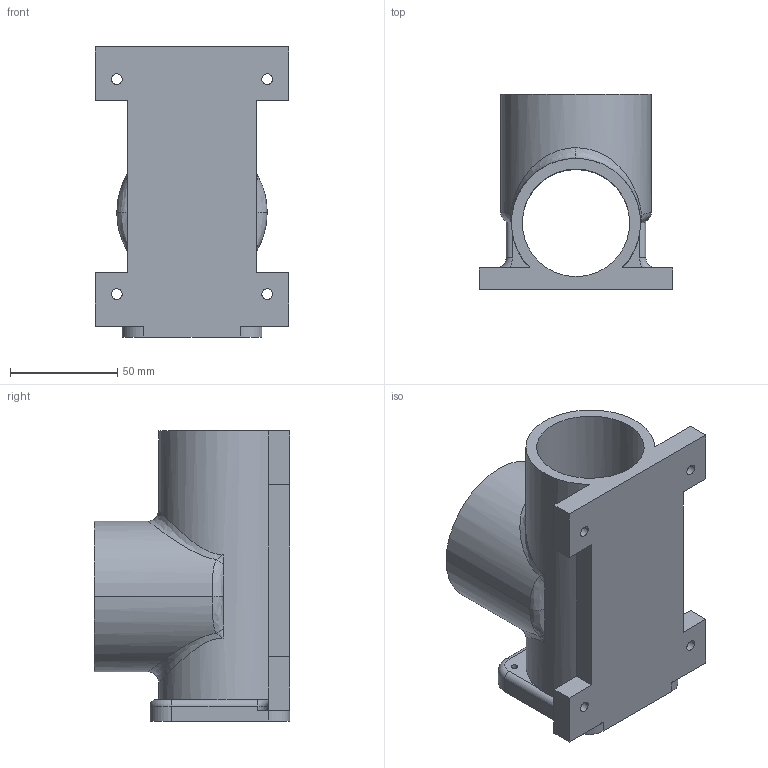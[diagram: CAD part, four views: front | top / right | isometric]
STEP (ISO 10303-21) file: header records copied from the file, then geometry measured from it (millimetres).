
FILE_DESCRIPTION((''),'2;1');
FILE_NAME('ROAD','2020-12-06T',('JHC'),(''),'CREO PARAMETRIC BY PTC INC, 2016130','CREO PARAMETRIC BY PTC INC, 2016130','');
FILE_SCHEMA(('CONFIG_CONTROL_DESIGN'));
Length unit declared in the file: millimetre
Products named in the file (1): ROAD
Bounding box: 90 x 91 x 135 mm (x, y, z)
Volume: 193841.1 mm3; surface area: 74012 mm2
Topology: 1 solids, 1 shells, 86 faces, 227 edges, 146 vertices
Faces by surface type: cylinder 32, plane 30, torus 12, bspline 12
Entity records: 3666 total; most frequent: CARTESIAN_POINT 1472, ORIENTED_EDGE 454, DIRECTION 447, EDGE_CURVE 227, AXIS2_PLACEMENT_3D 170, VERTEX_POINT 146, VECTOR 107, LINE 107
